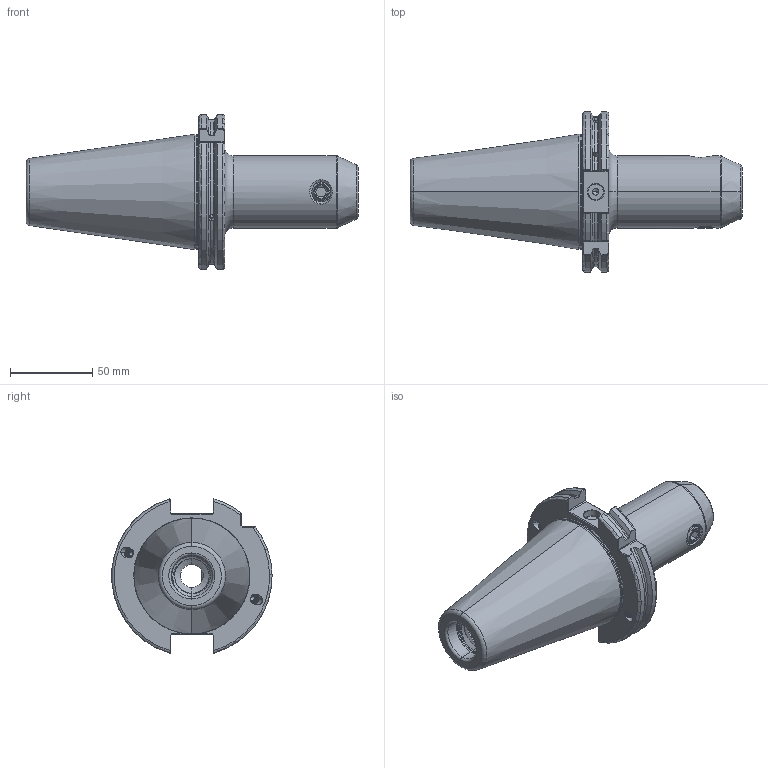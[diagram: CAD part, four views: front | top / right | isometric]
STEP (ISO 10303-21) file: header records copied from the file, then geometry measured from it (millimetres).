
FILE_DESCRIPTION (( 'STEP AP203' ), '1' );
FILE_NAME ('503.04.14.1.STEP', '2016-11-25T07:54:48', ( '' ), ( '' ), 'SwSTEP 2.0', 'SolidWorks 2012', '' );
FILE_SCHEMA (( 'CONFIG_CONTROL_DESIGN' ));
Length unit declared in the file: millimetre
Products named in the file (3): 側固12_M12x1.75_16L; 503.04.14.1
Assembly tree (2 placements, depth 2):
  503.04.14.1
    503.04.14.1
    側固12_M12x1.75_16L
Bounding box: 201.75 x 97.33 x 93.81 mm (x, y, z)
Volume: 416153.8 mm3; surface area: 63151.9 mm2
Topology: 2 solids, 2 shells, 327 faces, 881 edges, 548 vertices
Faces by surface type: cylinder 137, plane 66, cone 44, bspline 40, torus 38, sphere 2
Entity records: 29143 total; most frequent: CARTESIAN_POINT 21716, ORIENTED_EDGE 1730, DIRECTION 1201, EDGE_CURVE 865, VERTEX_POINT 548, AXIS2_PLACEMENT_3D 467, EDGE_LOOP 345, ADVANCED_FACE 327
